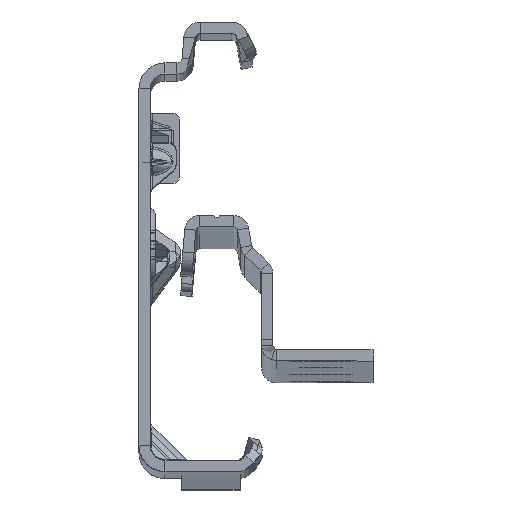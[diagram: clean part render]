
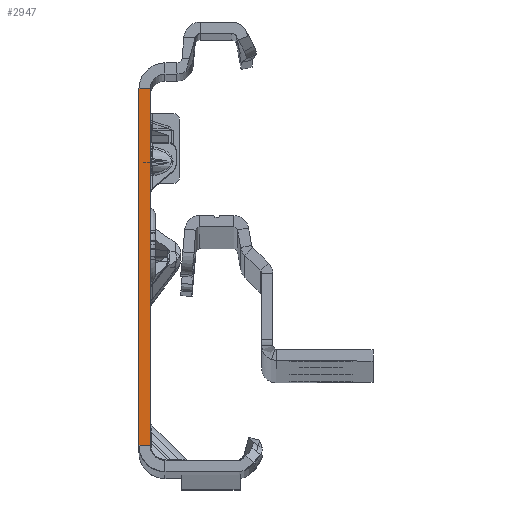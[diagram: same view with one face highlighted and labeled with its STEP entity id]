
A CAD part, top view. The second image highlights one B-rep face of the part: STEP entity #2947.
In plain terms, the highlighted planar face has unit normal (0, 0, 1).
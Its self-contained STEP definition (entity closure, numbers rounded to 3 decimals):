
#411 = DIRECTION ( 'NONE',  ( 0., 0., 1. ) ) ;
#2464 = DIRECTION ( 'NONE',  ( 0., -1., 0. ) ) ;
#2603 = CARTESIAN_POINT ( 'NONE',  ( 0., 22.135, 0. ) ) ;
#2947 = ADVANCED_FACE ( 'NONE', ( #34443 ), #21582, .T. ) ;
#4698 = VERTEX_POINT ( 'NONE', #51845 ) ;
#7966 = CARTESIAN_POINT ( 'NONE',  ( -1.5, -27.865, 0. ) ) ;
#9765 = VERTEX_POINT ( 'NONE', #50534 ) ;
#10257 = VECTOR ( 'NONE', #41985, 1000. ) ;
#10796 = EDGE_CURVE ( 'NONE', #9765, #21763, #49450, .T. ) ;
#11157 = EDGE_CURVE ( 'NONE', #24370, #4698, #40873, .T. ) ;
#11382 = DIRECTION ( 'NONE',  ( -1., 0., 0. ) ) ;
#14329 = ORIENTED_EDGE ( 'NONE', *, *, #11157, .F. ) ;
#17865 = LINE ( 'NONE', #26776, #42837 ) ;
#18060 = ORIENTED_EDGE ( 'NONE', *, *, #25779, .T. ) ;
#18436 = DIRECTION ( 'NONE',  ( -1., 0., 0. ) ) ;
#21582 = PLANE ( 'NONE',  #35962 ) ;
#21763 = VERTEX_POINT ( 'NONE', #47533 ) ;
#24370 = VERTEX_POINT ( 'NONE', #2603 ) ;
#25779 = EDGE_CURVE ( 'NONE', #24370, #9765, #31459, .T. ) ;
#25810 = ORIENTED_EDGE ( 'NONE', *, *, #10796, .T. ) ;
#26776 = CARTESIAN_POINT ( 'NONE',  ( 0., -25.865, 0. ) ) ;
#29243 = EDGE_LOOP ( 'NONE', ( #14329, #18060, #25810, #40055 ) ) ;
#31459 = LINE ( 'NONE', #44636, #49813 ) ;
#33301 = CARTESIAN_POINT ( 'NONE',  ( 0., -27.865, 0. ) ) ;
#34443 = FACE_OUTER_BOUND ( 'NONE', #29243, .T. ) ;
#35962 = AXIS2_PLACEMENT_3D ( 'NONE', #7966, #411, #46238 ) ;
#38736 = VECTOR ( 'NONE', #2464, 1000. ) ;
#39414 = EDGE_CURVE ( 'NONE', #4698, #21763, #17865, .T. ) ;
#40055 = ORIENTED_EDGE ( 'NONE', *, *, #39414, .F. ) ;
#40873 = LINE ( 'NONE', #33301, #10257 ) ;
#41985 = DIRECTION ( 'NONE',  ( 0., -1., 0. ) ) ;
#42837 = VECTOR ( 'NONE', #18436, 1000. ) ;
#44636 = CARTESIAN_POINT ( 'NONE',  ( 0., 22.135, 0. ) ) ;
#46238 = DIRECTION ( 'NONE',  ( 1., 0., 0. ) ) ;
#47533 = CARTESIAN_POINT ( 'NONE',  ( -1.5, -25.865, 0. ) ) ;
#48009 = CARTESIAN_POINT ( 'NONE',  ( -1.5, -27.865, 0. ) ) ;
#49450 = LINE ( 'NONE', #48009, #38736 ) ;
#49813 = VECTOR ( 'NONE', #11382, 1000. ) ;
#50534 = CARTESIAN_POINT ( 'NONE',  ( -1.5, 22.135, 0. ) ) ;
#51845 = CARTESIAN_POINT ( 'NONE',  ( 0., -25.865, 0. ) ) ;
